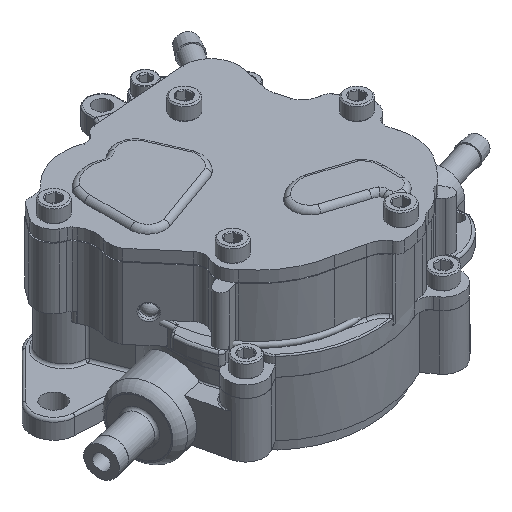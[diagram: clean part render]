
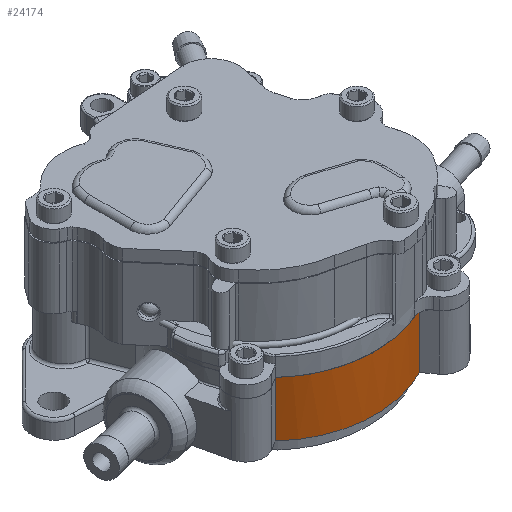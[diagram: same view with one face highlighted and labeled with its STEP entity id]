
A CAD part, isometric view. The second image highlights one B-rep face of the part: STEP entity #24174.
In plain terms, the highlighted free-form (B-spline) face has degree [2, 1] with [9, 2] control points.
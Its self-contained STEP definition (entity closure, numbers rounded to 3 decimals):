
#119=ELLIPSE('',#26259,47.23,41.75);
#120=ELLIPSE('',#26373,47.23,41.75);
#254=(
BOUNDED_SURFACE()
B_SPLINE_SURFACE(2,1,((#47966,#47967),(#47968,#47969),(#47970,#47971),(#47972,
#47973),(#47974,#47975),(#47976,#47977),(#47978,#47979),(#47980,#47981),
(#47982,#47983)),.UNSPECIFIED.,.T.,.F.,.F.)
B_SPLINE_SURFACE_WITH_KNOTS((3,2,2,2,3),(2,2),(-3.142,-1.571,
0.,1.571,3.142),(132.793,155.437),
 .UNSPECIFIED.)
GEOMETRIC_REPRESENTATION_ITEM()
RATIONAL_B_SPLINE_SURFACE(((1.,1.),(0.707,0.707),
(1.,1.),(0.707,0.707),(1.,1.),(0.707,
0.707),(1.,1.),(0.707,0.707),(1.,1.)))
REPRESENTATION_ITEM('')
SURFACE()
);
#2289=FACE_OUTER_BOUND('',#3717,.T.);
#3717=EDGE_LOOP('',(#19470,#19471,#19472,#19473));
#5373=LINE('',#47984,#7247);
#5374=LINE('',#47985,#7248);
#7247=VECTOR('',#31506,1.);
#7248=VECTOR('',#31507,1.);
#10657=VERTEX_POINT('',#47582);
#10658=VERTEX_POINT('',#47584);
#10716=VERTEX_POINT('',#47953);
#10717=VERTEX_POINT('',#47955);
#13676=EDGE_CURVE('',#10658,#10657,#119,.T.);
#13813=EDGE_CURVE('',#10717,#10716,#120,.T.);
#13818=EDGE_CURVE('',#10716,#10658,#5373,.T.);
#13819=EDGE_CURVE('',#10717,#10657,#5374,.T.);
#19470=ORIENTED_EDGE('',*,*,#13818,.T.);
#19471=ORIENTED_EDGE('',*,*,#13676,.T.);
#19472=ORIENTED_EDGE('',*,*,#13819,.F.);
#19473=ORIENTED_EDGE('',*,*,#13813,.T.);
#24174=ADVANCED_FACE('',(#2289),#254,.T.);
#26259=AXIS2_PLACEMENT_3D('',#47585,#31158,#31159);
#26373=AXIS2_PLACEMENT_3D('',#47956,#31490,#31491);
#31158=DIRECTION('center_axis',(0.,0.,-1.));
#31159=DIRECTION('ref_axis',(1.,0.,0.));
#31490=DIRECTION('center_axis',(0.,0.,1.));
#31491=DIRECTION('ref_axis',(1.,0.,0.));
#31506=DIRECTION('',(0.,0.,1.));
#31507=DIRECTION('',(0.,0.,1.));
#47582=CARTESIAN_POINT('',(45.434,11.402,22.2));
#47584=CARTESIAN_POINT('',(1.702,41.723,22.2));
#47585=CARTESIAN_POINT('Origin',(0.,0.,22.2));
#47953=CARTESIAN_POINT('',(1.702,41.723,0.));
#47955=CARTESIAN_POINT('',(45.434,11.402,0.));
#47956=CARTESIAN_POINT('Origin',(0.,0.,0.));
#47966=CARTESIAN_POINT('Ctrl Pts',(-47.23,0.,
-0.222));
#47967=CARTESIAN_POINT('Ctrl Pts',(-47.23,0.,
22.422));
#47968=CARTESIAN_POINT('Ctrl Pts',(-47.23,-41.75,-0.222));
#47969=CARTESIAN_POINT('Ctrl Pts',(-47.23,-41.75,22.422));
#47970=CARTESIAN_POINT('Ctrl Pts',(0.,-41.75,-0.222));
#47971=CARTESIAN_POINT('Ctrl Pts',(0.,-41.75,22.422));
#47972=CARTESIAN_POINT('Ctrl Pts',(47.23,-41.75,-0.222));
#47973=CARTESIAN_POINT('Ctrl Pts',(47.23,-41.75,22.422));
#47974=CARTESIAN_POINT('Ctrl Pts',(47.23,0.,-0.222));
#47975=CARTESIAN_POINT('Ctrl Pts',(47.23,0.,22.422));
#47976=CARTESIAN_POINT('Ctrl Pts',(47.23,41.75,-0.222));
#47977=CARTESIAN_POINT('Ctrl Pts',(47.23,41.75,22.422));
#47978=CARTESIAN_POINT('Ctrl Pts',(0.,41.75,-0.222));
#47979=CARTESIAN_POINT('Ctrl Pts',(0.,41.75,22.422));
#47980=CARTESIAN_POINT('Ctrl Pts',(-47.23,41.75,-0.222));
#47981=CARTESIAN_POINT('Ctrl Pts',(-47.23,41.75,22.422));
#47982=CARTESIAN_POINT('Ctrl Pts',(-47.23,0.,-0.222));
#47983=CARTESIAN_POINT('Ctrl Pts',(-47.23,0.,22.422));
#47984=CARTESIAN_POINT('',(1.702,41.723,0.));
#47985=CARTESIAN_POINT('',(45.434,11.402,0.));
